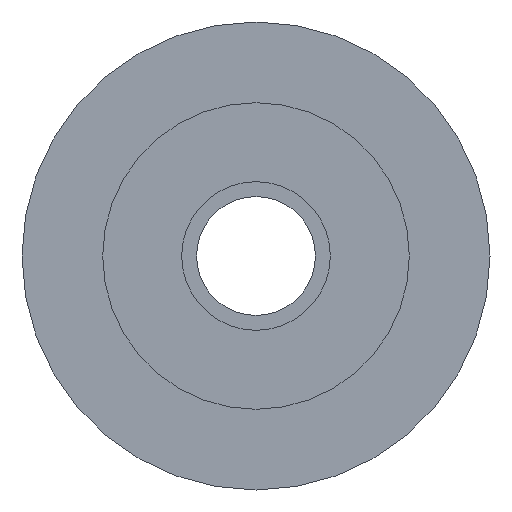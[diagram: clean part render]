
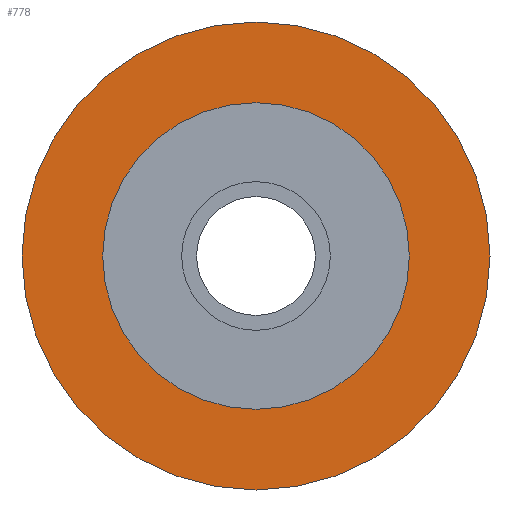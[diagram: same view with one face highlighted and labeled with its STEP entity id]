
A CAD part, front view. The second image highlights one B-rep face of the part: STEP entity #778.
In plain terms, the highlighted planar face has unit normal (0, -1, 0).
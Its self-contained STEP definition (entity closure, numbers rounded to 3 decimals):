
#108=FACE_BOUND('',#209,.T.);
#121=PLANE('',#945);
#159=FACE_OUTER_BOUND('',#208,.T.);
#208=EDGE_LOOP('',(#573,#574));
#209=EDGE_LOOP('',(#575,#576));
#308=CIRCLE('',#933,20.);
#309=CIRCLE('',#934,20.);
#314=CIRCLE('',#943,13.1);
#315=CIRCLE('',#944,13.1);
#369=VERTEX_POINT('',#1311);
#370=VERTEX_POINT('',#1313);
#375=VERTEX_POINT('',#1329);
#376=VERTEX_POINT('',#1331);
#444=EDGE_CURVE('',#369,#370,#308,.T.);
#445=EDGE_CURVE('',#370,#369,#309,.T.);
#452=EDGE_CURVE('',#376,#375,#314,.T.);
#453=EDGE_CURVE('',#375,#376,#315,.T.);
#573=ORIENTED_EDGE('',*,*,#445,.F.);
#574=ORIENTED_EDGE('',*,*,#444,.F.);
#575=ORIENTED_EDGE('',*,*,#452,.T.);
#576=ORIENTED_EDGE('',*,*,#453,.T.);
#778=ADVANCED_FACE('',(#159,#108),#121,.T.);
#933=AXIS2_PLACEMENT_3D('',#1314,#1060,#1061);
#934=AXIS2_PLACEMENT_3D('',#1315,#1062,#1063);
#943=AXIS2_PLACEMENT_3D('',#1332,#1082,#1083);
#944=AXIS2_PLACEMENT_3D('',#1333,#1084,#1085);
#945=AXIS2_PLACEMENT_3D('',#1334,#1086,#1087);
#1060=DIRECTION('center_axis',(0.,1.,0.));
#1061=DIRECTION('ref_axis',(1.,0.,0.));
#1062=DIRECTION('center_axis',(0.,1.,0.));
#1063=DIRECTION('ref_axis',(1.,0.,0.));
#1082=DIRECTION('center_axis',(0.,1.,0.));
#1083=DIRECTION('ref_axis',(1.,0.,0.));
#1084=DIRECTION('center_axis',(0.,1.,0.));
#1085=DIRECTION('ref_axis',(1.,0.,0.));
#1086=DIRECTION('center_axis',(0.,-1.,0.));
#1087=DIRECTION('ref_axis',(0.,0.,-1.));
#1311=CARTESIAN_POINT('',(20.,0.,0.));
#1313=CARTESIAN_POINT('',(-20.,0.,0.));
#1314=CARTESIAN_POINT('Origin',(0.,0.,0.));
#1315=CARTESIAN_POINT('Origin',(0.,0.,0.));
#1329=CARTESIAN_POINT('',(13.1,0.,0.));
#1331=CARTESIAN_POINT('',(-13.1,0.,0.));
#1332=CARTESIAN_POINT('Origin',(0.,0.,0.));
#1333=CARTESIAN_POINT('Origin',(0.,0.,0.));
#1334=CARTESIAN_POINT('Origin',(-20.,0.,0.));
